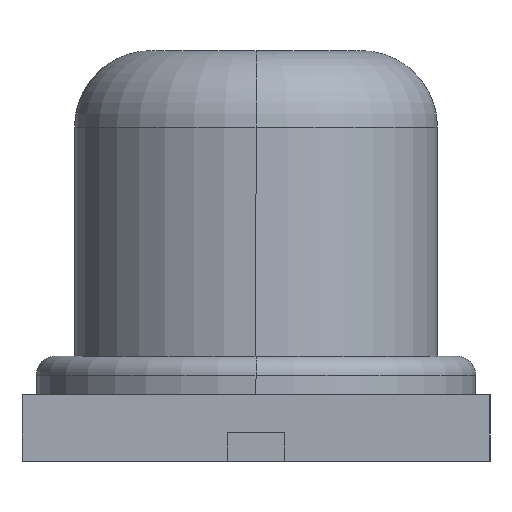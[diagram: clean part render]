
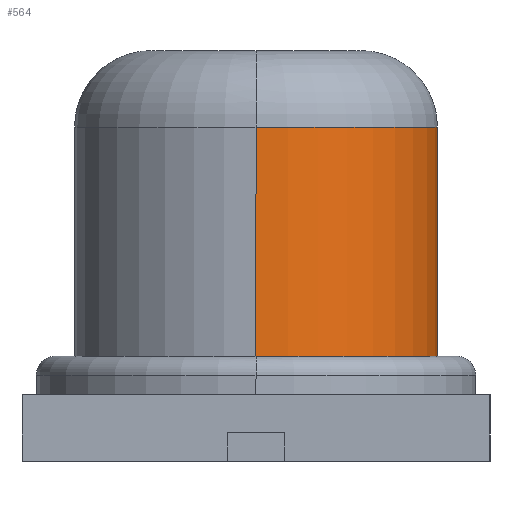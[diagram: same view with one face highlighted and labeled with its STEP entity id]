
A CAD part, left-side view. The second image highlights one B-rep face of the part: STEP entity #564.
In plain terms, the highlighted cylindrical face has radius 1.9 mm (diameter 3.8 mm), a partial arc.
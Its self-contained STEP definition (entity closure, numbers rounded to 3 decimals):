
#523=CARTESIAN_POINT('',(-3.25,0.,0.7));
#524=DIRECTION('',(0.0,0.0,1.0));
#525=DIRECTION('',(-1.0,0.0,0.0));
#526=AXIS2_PLACEMENT_3D('',#523,#524,#525);
#527=CYLINDRICAL_SURFACE('',#526,1.9);
#528=CARTESIAN_POINT('',(-5.15,0.,0.7));
#529=VERTEX_POINT('',#528);
#530=CARTESIAN_POINT('',(-5.15,0.,3.5));
#531=VERTEX_POINT('',#530);
#532=CARTESIAN_POINT('',(-5.15,0.,0.7));
#533=DIRECTION('',(0.0,0.0,1.0));
#534=VECTOR('',#533,2.8);
#535=LINE('',#532,#534);
#536=EDGE_CURVE('',#529,#531,#535,.T.);
#537=ORIENTED_EDGE('',*,*,#536,.F.);
#538=CARTESIAN_POINT('',(-3.25,-1.9,0.7));
#539=VERTEX_POINT('',#538);
#540=CARTESIAN_POINT('',(-3.25,0.,0.7));
#541=DIRECTION('',(0.0,0.0,1.0));
#542=DIRECTION('',(-1.0,0.0,0.0));
#543=AXIS2_PLACEMENT_3D('',#540,#541,#542);
#544=CIRCLE('',#543,1.9);
#545=EDGE_CURVE('',#529,#539,#544,.T.);
#546=ORIENTED_EDGE('',*,*,#545,.T.);
#547=CARTESIAN_POINT('',(-3.25,-1.9,3.5));
#548=VERTEX_POINT('',#547);
#549=CARTESIAN_POINT('',(-3.25,-1.9,0.7));
#550=DIRECTION('',(0.0,0.0,1.0));
#551=VECTOR('',#550,2.8);
#552=LINE('',#549,#551);
#553=EDGE_CURVE('',#539,#548,#552,.T.);
#554=ORIENTED_EDGE('',*,*,#553,.T.);
#555=CARTESIAN_POINT('',(-3.25,0.,3.5));
#556=DIRECTION('',(0.0,0.0,1.0));
#557=DIRECTION('',(-1.0,0.0,0.0));
#558=AXIS2_PLACEMENT_3D('',#555,#556,#557);
#559=CIRCLE('',#558,1.9);
#560=EDGE_CURVE('',#531,#548,#559,.T.);
#561=ORIENTED_EDGE('',*,*,#560,.F.);
#562=EDGE_LOOP('',(#537,#546,#554,#561));
#563=FACE_OUTER_BOUND('',#562,.T.);
#564=ADVANCED_FACE('',(#563),#527,.T.);
